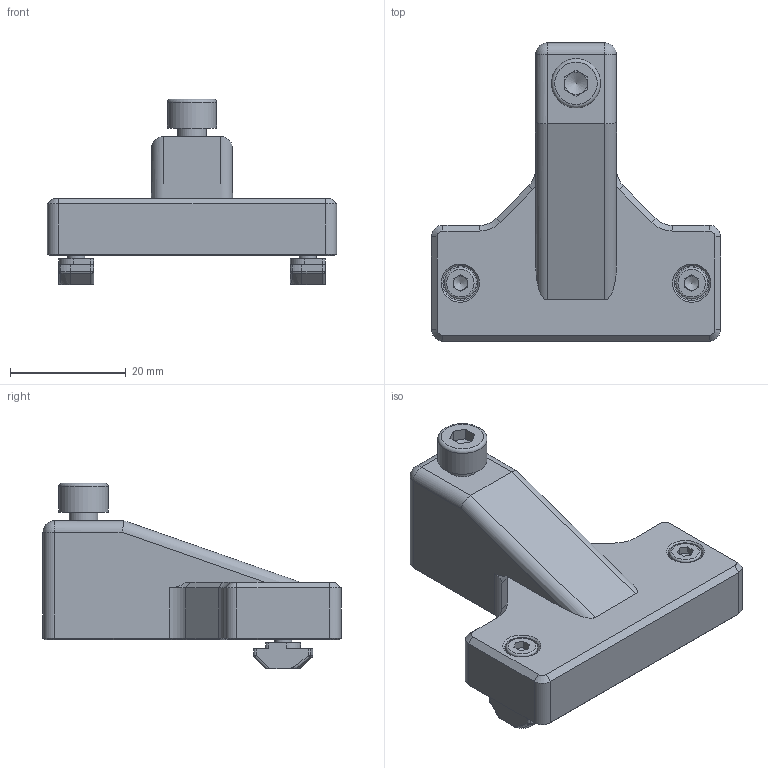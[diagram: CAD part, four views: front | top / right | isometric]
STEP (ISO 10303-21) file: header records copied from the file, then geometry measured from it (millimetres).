
FILE_DESCRIPTION(/* description */ ('Unknown'),/* implementation_level */ '2;1');
FILE_NAME(/* name */ 'Pusher for Filament Cutter Assembly',/* time_stamp */ '2025-08-24T14:46:57+02:00',/* author */ ('Unknown'),/* organization */ ('Unknown'),/* preprocessor_version */ 'ST-DEVELOPER v20',/* originating_system */ 'Solid Edge',/* authorisation */ 'Unknown');
FILE_SCHEMA (('AUTOMOTIVE_DESIGN {1 0 10303 214 3 1 1}'));
Length unit declared in the file: millimetre
Products named in the file (5): Pusher for Filament Cutter Assembly; Pusher for Filament Cutter; M5x20 hex socket cap screw; M3x12 hex socket cap screw; M3 Hammerhead T-Nut
Assembly tree (6 placements, depth 2):
  Pusher for Filament Cutter Assembly
    Pusher for Filament Cutter
    M5x20 hex socket cap screw
    M3x12 hex socket cap screw  x2
    M3 Hammerhead T-Nut  x2
Bounding box: 50 x 51.51 x 32.1 mm (x, y, z)
Volume: 19859.5 mm3; surface area: 7440.2 mm2
Topology: 6 solids, 6 shells, 221 faces, 516 edges, 310 vertices
Faces by surface type: plane 102, cylinder 56, cone 38, sphere 10, bspline 8, torus 7
Full cylindrical faces by diameter (mm): 3 x4, 3.2 x2, 4.5 x1, 5 x1, 5.5 x2, 6 x2, 8.5 x1
Entity records: 4558 total; most frequent: CARTESIAN_POINT 896, DIRECTION 771, ORIENTED_EDGE 674, EDGE_CURVE 337, AXIS2_PLACEMENT_3D 287, VERTEX_POINT 212, LINE 197, VECTOR 197
